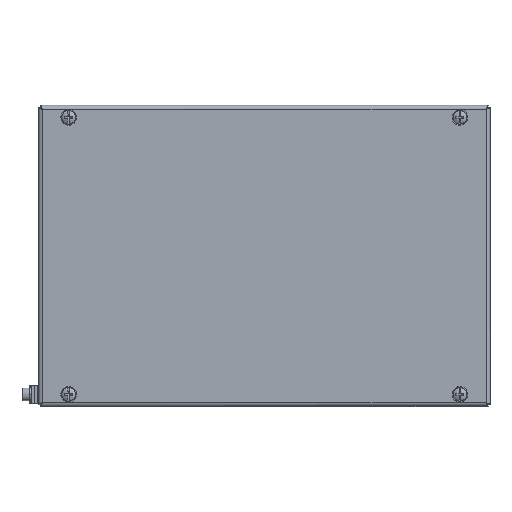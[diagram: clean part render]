
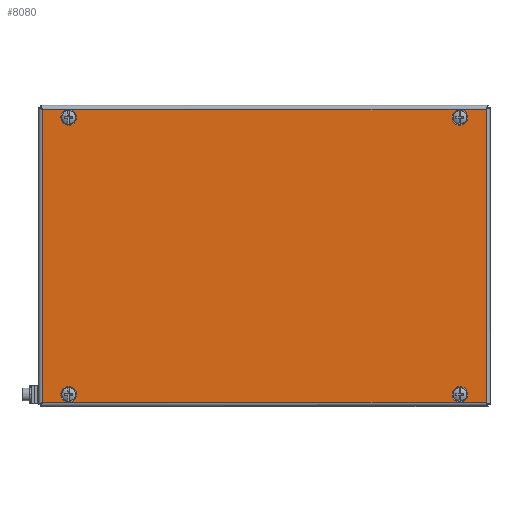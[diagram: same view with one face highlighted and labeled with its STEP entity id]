
A CAD part, top view. The second image highlights one B-rep face of the part: STEP entity #8080.
In plain terms, the highlighted face is planar.
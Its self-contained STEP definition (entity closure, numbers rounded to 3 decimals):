
#606=PLANE('',#8693);
#879=LINE('',#12158,#1482);
#880=LINE('',#12160,#1483);
#881=LINE('',#12162,#1484);
#882=LINE('',#12163,#1485);
#1482=VECTOR('',#9774,1000.);
#1483=VECTOR('',#9775,1000.);
#1484=VECTOR('',#9776,1000.);
#1485=VECTOR('',#9777,1000.);
#2028=FACE_BOUND('',#2783,.T.);
#2029=FACE_BOUND('',#2784,.T.);
#2030=FACE_BOUND('',#2785,.T.);
#2031=FACE_BOUND('',#2786,.T.);
#2200=FACE_OUTER_BOUND('',#2782,.T.);
#2782=EDGE_LOOP('',(#5803,#5804,#5805,#5806));
#2783=EDGE_LOOP('',(#5807));
#2784=EDGE_LOOP('',(#5808));
#2785=EDGE_LOOP('',(#5809));
#2786=EDGE_LOOP('',(#5810));
#3422=CIRCLE('',#8682,4.);
#3424=CIRCLE('',#8685,4.);
#3426=CIRCLE('',#8688,4.);
#3428=CIRCLE('',#8691,4.);
#3806=VERTEX_POINT('',#12129);
#3808=VERTEX_POINT('',#12134);
#3810=VERTEX_POINT('',#12139);
#3812=VERTEX_POINT('',#12144);
#3817=VERTEX_POINT('',#12156);
#3818=VERTEX_POINT('',#12157);
#3819=VERTEX_POINT('',#12159);
#3820=VERTEX_POINT('',#12161);
#4540=EDGE_CURVE('',#3806,#3806,#3422,.T.);
#4542=EDGE_CURVE('',#3808,#3808,#3424,.T.);
#4544=EDGE_CURVE('',#3810,#3810,#3426,.T.);
#4546=EDGE_CURVE('',#3812,#3812,#3428,.T.);
#4551=EDGE_CURVE('',#3817,#3818,#879,.T.);
#4552=EDGE_CURVE('',#3818,#3819,#880,.T.);
#4553=EDGE_CURVE('',#3819,#3820,#881,.T.);
#4554=EDGE_CURVE('',#3820,#3817,#882,.T.);
#5803=ORIENTED_EDGE('',*,*,#4551,.T.);
#5804=ORIENTED_EDGE('',*,*,#4552,.T.);
#5805=ORIENTED_EDGE('',*,*,#4553,.T.);
#5806=ORIENTED_EDGE('',*,*,#4554,.T.);
#5807=ORIENTED_EDGE('',*,*,#4540,.F.);
#5808=ORIENTED_EDGE('',*,*,#4542,.F.);
#5809=ORIENTED_EDGE('',*,*,#4544,.F.);
#5810=ORIENTED_EDGE('',*,*,#4546,.F.);
#8080=ADVANCED_FACE('',(#2200,#2028,#2029,#2030,#2031),#606,.F.);
#8682=AXIS2_PLACEMENT_3D('',#12130,#9746,#9747);
#8685=AXIS2_PLACEMENT_3D('',#12135,#9752,#9753);
#8688=AXIS2_PLACEMENT_3D('',#12140,#9758,#9759);
#8691=AXIS2_PLACEMENT_3D('',#12145,#9764,#9765);
#8693=AXIS2_PLACEMENT_3D('',#12155,#9772,#9773);
#9746=DIRECTION('center_axis',(0.,0.,-1.));
#9747=DIRECTION('ref_axis',(1.,0.,0.));
#9752=DIRECTION('center_axis',(0.,0.,-1.));
#9753=DIRECTION('ref_axis',(-1.,0.,0.));
#9758=DIRECTION('center_axis',(0.,0.,-1.));
#9759=DIRECTION('ref_axis',(1.,0.,0.));
#9764=DIRECTION('center_axis',(0.,0.,-1.));
#9765=DIRECTION('ref_axis',(-1.,0.,0.));
#9772=DIRECTION('center_axis',(0.,0.,1.));
#9773=DIRECTION('ref_axis',(1.,0.,0.));
#9774=DIRECTION('',(-1.,0.,0.));
#9775=DIRECTION('',(0.,1.,0.));
#9776=DIRECTION('',(1.,0.,0.));
#9777=DIRECTION('',(0.,-1.,0.));
#12129=CARTESIAN_POINT('',(126.,-92.,0.));
#12130=CARTESIAN_POINT('Origin',(130.,-92.,0.));
#12134=CARTESIAN_POINT('',(-134.,-92.,0.));
#12135=CARTESIAN_POINT('Origin',(-130.,-92.,0.));
#12139=CARTESIAN_POINT('',(-134.,92.,0.));
#12140=CARTESIAN_POINT('Origin',(-130.,92.,0.));
#12144=CARTESIAN_POINT('',(126.,92.,0.));
#12145=CARTESIAN_POINT('Origin',(130.,92.,0.));
#12155=CARTESIAN_POINT('Origin',(-150.,100.,0.));
#12156=CARTESIAN_POINT('',(147.5,-97.5,0.));
#12157=CARTESIAN_POINT('',(-147.5,-97.5,0.));
#12158=CARTESIAN_POINT('',(148.743,-97.5,0.));
#12159=CARTESIAN_POINT('',(-147.5,97.5,0.));
#12160=CARTESIAN_POINT('',(-147.5,-98.743,0.));
#12161=CARTESIAN_POINT('',(147.5,97.5,0.));
#12162=CARTESIAN_POINT('',(-148.743,97.5,0.));
#12163=CARTESIAN_POINT('',(147.5,98.743,0.));
